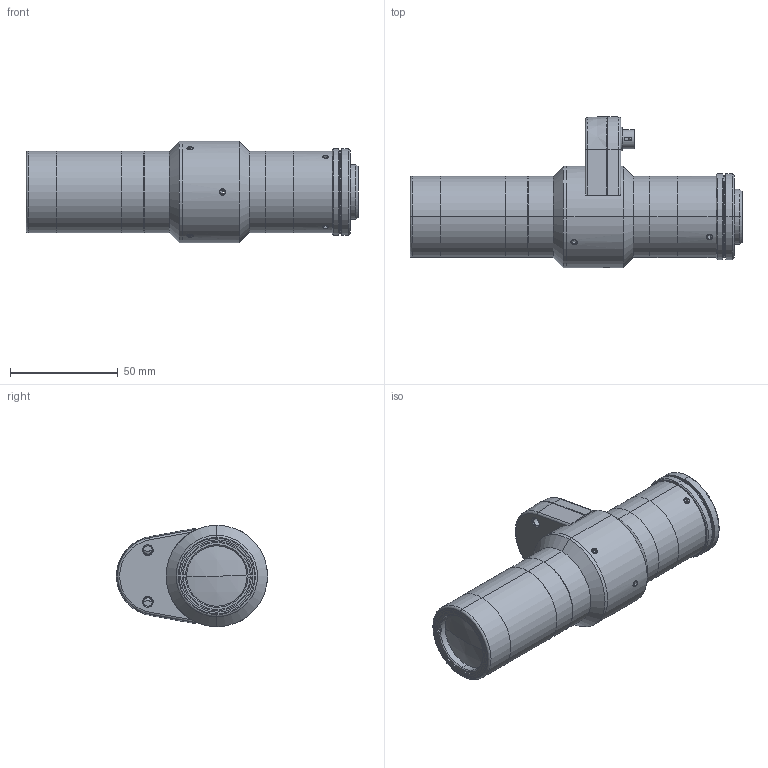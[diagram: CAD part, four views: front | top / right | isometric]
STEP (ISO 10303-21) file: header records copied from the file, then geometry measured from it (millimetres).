
FILE_DESCRIPTION (( 'STEP AP203' ), '1' );
FILE_NAME ('DP30284_TCEL066.step', '2021-10-07T10:52:10', ( '' ), ( '' ), 'SwSTEP 2.0', 'SolidWorks 2021', '' );
FILE_SCHEMA (( 'CONFIG_CONTROL_DESIGN' ));
Length unit declared in the file: millimetre
Products named in the file (1): DP30284_TCEL066
Bounding box: 153.81 x 70 x 47 mm (x, y, z)
Surface area: 34076.7 mm2 (no closed solid volume)
Topology: 0 solids, 40 shells, 259 faces, 821 edges, 590 vertices
Faces by surface type: plane 117, cylinder 96, cone 34, torus 8, sphere 4
Entity records: 9862 total; most frequent: CARTESIAN_POINT 2460, DIRECTION 1631, ORIENTED_EDGE 1274, EDGE_CURVE 821, AXIS2_PLACEMENT_3D 614, VERTEX_POINT 590, LINE 403, VECTOR 403
